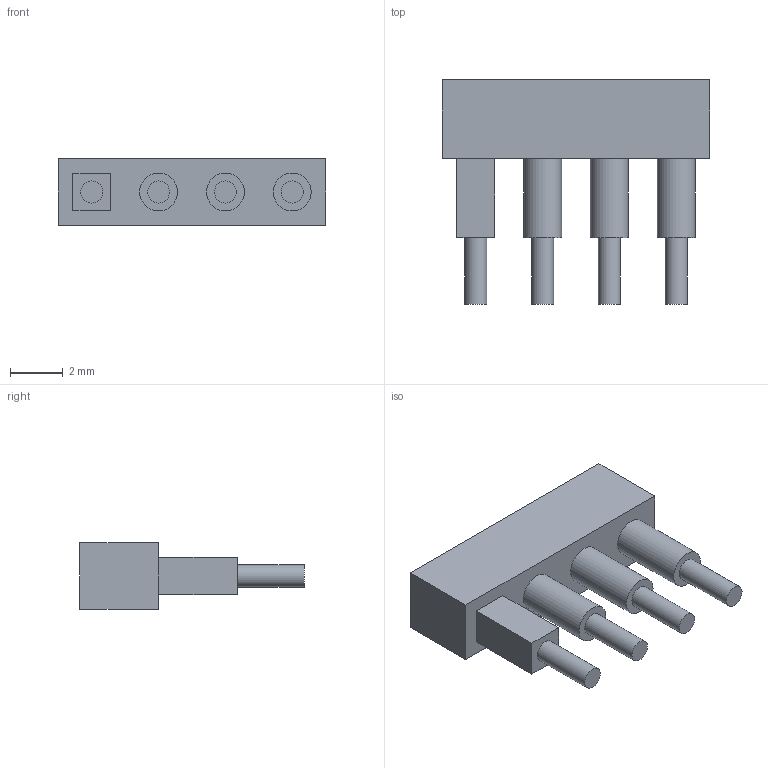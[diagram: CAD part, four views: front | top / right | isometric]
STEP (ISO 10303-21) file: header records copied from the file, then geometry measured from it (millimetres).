
FILE_DESCRIPTION(('STEP AP214'), '1');
FILE_NAME('SHDR0S254P4X1_1016X254X600.step', '2023-11-18T10:52:44', (''), (''), 'EMA Design Automation', 'LibraryBuilder', '');
FILE_SCHEMA(('AUTOMOTIVE_DESIGN'));
Length unit declared in the file: millimetre
Products named in the file (1): SHDR0S254P4X1_1016X254X600
Bounding box: 10.16 x 8.54 x 2.54 mm (x, y, z)
Volume: 103.9 mm3; surface area: 231 mm2
Topology: 9 solids, 9 shells, 33 faces, 45 edges, 30 vertices
Faces by surface type: plane 26, cylinder 7
Full cylindrical faces by diameter (mm): 0.84 x4, 1.44 x3
Entity records: 790 total; most frequent: DIRECTION 138, CARTESIAN_POINT 111, ORIENTED_EDGE 76, AXIS2_PLACEMENT_3D 57, EDGE_LOOP 40, EDGE_CURVE 38, FACE_OUTER_BOUND 33, ADVANCED_FACE 33
